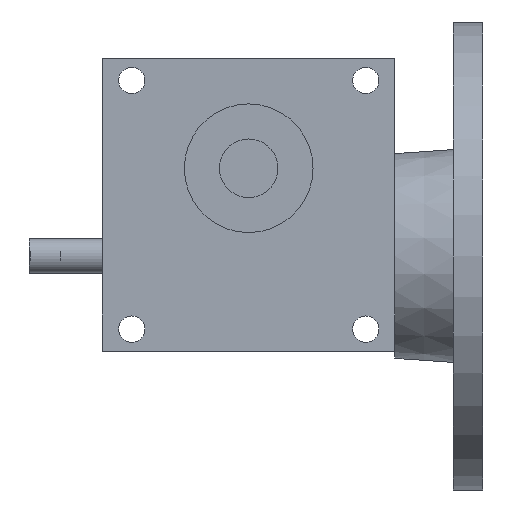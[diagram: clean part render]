
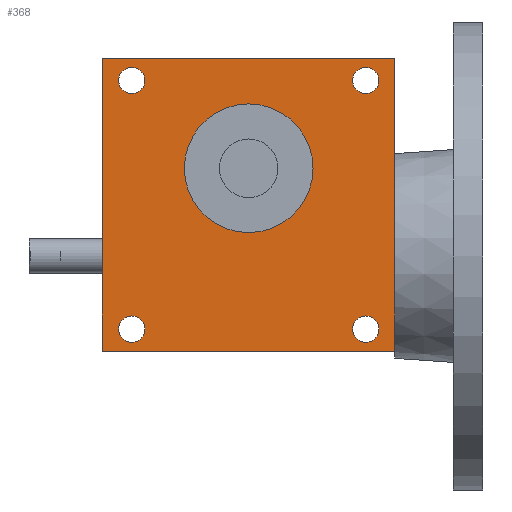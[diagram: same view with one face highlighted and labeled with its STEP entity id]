
A CAD part, front view. The second image highlights one B-rep face of the part: STEP entity #368.
In plain terms, the highlighted planar face has unit normal (0, -1, 0).
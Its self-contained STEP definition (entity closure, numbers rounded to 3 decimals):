
#368 = ADVANCED_FACE( '', ( #836, #837, #838, #839, #840, #841 ), #842, .F. );
#836 = FACE_BOUND( '', #1461, .T. );
#837 = FACE_BOUND( '', #1462, .T. );
#838 = FACE_BOUND( '', #1463, .T. );
#839 = FACE_BOUND( '', #1464, .T. );
#840 = FACE_BOUND( '', #1465, .T. );
#841 = FACE_OUTER_BOUND( '', #1466, .T. );
#842 = PLANE( '', #1467 );
#1461 = EDGE_LOOP( '', ( #2246 ) );
#1462 = EDGE_LOOP( '', ( #2247 ) );
#1463 = EDGE_LOOP( '', ( #2248 ) );
#1464 = EDGE_LOOP( '', ( #2249 ) );
#1465 = EDGE_LOOP( '', ( #2250 ) );
#1466 = EDGE_LOOP( '', ( #2251, #2252, #2253, #2254 ) );
#1467 = AXIS2_PLACEMENT_3D( '', #2255, #2256, #2257 );
#2246 = ORIENTED_EDGE( '', *, *, #3562, .T. );
#2247 = ORIENTED_EDGE( '', *, *, #3588, .T. );
#2248 = ORIENTED_EDGE( '', *, *, #3589, .T. );
#2249 = ORIENTED_EDGE( '', *, *, #3590, .T. );
#2250 = ORIENTED_EDGE( '', *, *, #3591, .T. );
#2251 = ORIENTED_EDGE( '', *, *, #3592, .T. );
#2252 = ORIENTED_EDGE( '', *, *, #3439, .F. );
#2253 = ORIENTED_EDGE( '', *, *, #3593, .F. );
#2254 = ORIENTED_EDGE( '', *, *, #3568, .T. );
#2255 = CARTESIAN_POINT( '', ( -50., -35., 50. ) );
#2256 = DIRECTION( '', ( 0., 1., 0. ) );
#2257 = DIRECTION( '', ( 0., 0., 1. ) );
#3439 = EDGE_CURVE( '', #4034, #4029, #4036, .T. );
#3562 = EDGE_CURVE( '', #4242, #4242, #4243, .T. );
#3568 = EDGE_CURVE( '', #4254, #4252, #4255, .T. );
#3588 = EDGE_CURVE( '', #4285, #4285, #4286, .T. );
#3589 = EDGE_CURVE( '', #4287, #4287, #4288, .T. );
#3590 = EDGE_CURVE( '', #4289, #4289, #4290, .T. );
#3591 = EDGE_CURVE( '', #4291, #4291, #4292, .T. );
#3592 = EDGE_CURVE( '', #4252, #4029, #4293, .T. );
#3593 = EDGE_CURVE( '', #4254, #4034, #4294, .T. );
#4029 = VERTEX_POINT( '', #4887 );
#4034 = VERTEX_POINT( '', #4894 );
#4036 = LINE( '', #4897, #4898 );
#4242 = VERTEX_POINT( '', #5192 );
#4243 = CIRCLE( '', #5193, 4.5 );
#4252 = VERTEX_POINT( '', #5202 );
#4254 = VERTEX_POINT( '', #5205 );
#4255 = LINE( '', #5206, #5207 );
#4285 = VERTEX_POINT( '', #5248 );
#4286 = CIRCLE( '', #5249, 4.5 );
#4287 = VERTEX_POINT( '', #5250 );
#4288 = CIRCLE( '', #5251, 4.5 );
#4289 = VERTEX_POINT( '', #5252 );
#4290 = CIRCLE( '', #5253, 4.5 );
#4291 = VERTEX_POINT( '', #5254 );
#4292 = CIRCLE( '', #5255, 22. );
#4293 = LINE( '', #5256, #5257 );
#4294 = LINE( '', #5258, #5259 );
#4887 = CARTESIAN_POINT( '', ( 50., -35., -50. ) );
#4894 = CARTESIAN_POINT( '', ( 50., -35., 50. ) );
#4897 = CARTESIAN_POINT( '', ( 50., -35., 50. ) );
#4898 = VECTOR( '', #6039, 1000. );
#5192 = CARTESIAN_POINT( '', ( 44.5, -35., 42.5 ) );
#5193 = AXIS2_PLACEMENT_3D( '', #6189, #6190, #6191 );
#5202 = CARTESIAN_POINT( '', ( -50., -35., -50. ) );
#5205 = CARTESIAN_POINT( '', ( -50., -35., 50. ) );
#5206 = CARTESIAN_POINT( '', ( -50., -35., 50. ) );
#5207 = VECTOR( '', #6202, 1000. );
#5248 = CARTESIAN_POINT( '', ( -35.5, -35., 42.5 ) );
#5249 = AXIS2_PLACEMENT_3D( '', #6223, #6224, #6225 );
#5250 = CARTESIAN_POINT( '', ( -35.5, -35., -42.5 ) );
#5251 = AXIS2_PLACEMENT_3D( '', #6226, #6227, #6228 );
#5252 = CARTESIAN_POINT( '', ( 44.5, -35., -42.5 ) );
#5253 = AXIS2_PLACEMENT_3D( '', #6229, #6230, #6231 );
#5254 = CARTESIAN_POINT( '', ( 22., -35., 12.5 ) );
#5255 = AXIS2_PLACEMENT_3D( '', #6232, #6233, #6234 );
#5256 = CARTESIAN_POINT( '', ( -50., -35., -50. ) );
#5257 = VECTOR( '', #6235, 1000. );
#5258 = CARTESIAN_POINT( '', ( -50., -35., 50. ) );
#5259 = VECTOR( '', #6236, 1000. );
#6039 = DIRECTION( '', ( 0., 0., -1. ) );
#6189 = CARTESIAN_POINT( '', ( 40., -35., 42.5 ) );
#6190 = DIRECTION( '', ( 0., 1., 0. ) );
#6191 = DIRECTION( '', ( 1., 0., 0. ) );
#6202 = DIRECTION( '', ( 0., 0., -1. ) );
#6223 = CARTESIAN_POINT( '', ( -40., -35., 42.5 ) );
#6224 = DIRECTION( '', ( 0., 1., 0. ) );
#6225 = DIRECTION( '', ( 1., 0., 0. ) );
#6226 = CARTESIAN_POINT( '', ( -40., -35., -42.5 ) );
#6227 = DIRECTION( '', ( 0., 1., 0. ) );
#6228 = DIRECTION( '', ( 1., 0., 0. ) );
#6229 = CARTESIAN_POINT( '', ( 40., -35., -42.5 ) );
#6230 = DIRECTION( '', ( 0., 1., 0. ) );
#6231 = DIRECTION( '', ( 1., 0., 0. ) );
#6232 = CARTESIAN_POINT( '', ( 0., -35., 12.5 ) );
#6233 = DIRECTION( '', ( 0., 1., 0. ) );
#6234 = DIRECTION( '', ( 1., 0., 0. ) );
#6235 = DIRECTION( '', ( 1., 0., 0. ) );
#6236 = DIRECTION( '', ( 1., 0., 0. ) );
